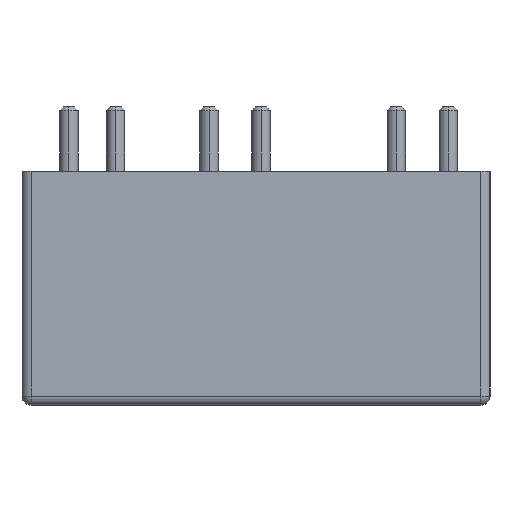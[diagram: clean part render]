
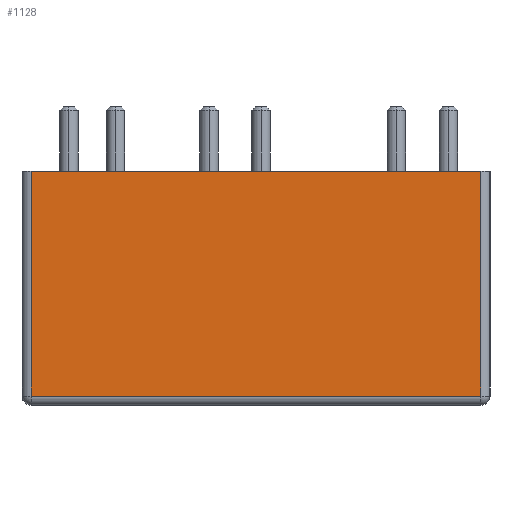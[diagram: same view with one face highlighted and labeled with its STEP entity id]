
A CAD part, left-side view. The second image highlights one B-rep face of the part: STEP entity #1128.
In plain terms, the highlighted planar face has unit normal (-1, 0, 0).
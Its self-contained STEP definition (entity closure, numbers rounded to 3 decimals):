
#22 = EDGE_CURVE ( 'NONE', #136, #228, #1211, .T. ) ;
#136 = VERTEX_POINT ( 'NONE', #1289 ) ;
#196 = DIRECTION ( 'NONE',  ( 0., 0., -1. ) ) ;
#212 = VECTOR ( 'NONE', #1015, 1000. ) ;
#219 = EDGE_LOOP ( 'NONE', ( #546, #776, #718, #933 ) ) ;
#228 = VERTEX_POINT ( 'NONE', #1189 ) ;
#240 = DIRECTION ( 'NONE',  ( 0., 1., 0. ) ) ;
#275 = AXIS2_PLACEMENT_3D ( 'NONE', #1046, #746, #240 ) ;
#292 = EDGE_CURVE ( 'NONE', #136, #717, #708, .T. ) ;
#310 = CARTESIAN_POINT ( 'NONE',  ( -25.4, 12.2, 0.5 ) ) ;
#333 = FACE_OUTER_BOUND ( 'NONE', #219, .T. ) ;
#372 = EDGE_CURVE ( 'NONE', #475, #228, #379, .T. ) ;
#379 = LINE ( 'NONE', #1301, #212 ) ;
#402 = CARTESIAN_POINT ( 'NONE',  ( -25.4, -12.2, 0.5 ) ) ;
#475 = VERTEX_POINT ( 'NONE', #402 ) ;
#524 = DIRECTION ( 'NONE',  ( 0., -1., 0. ) ) ;
#546 = ORIENTED_EDGE ( 'NONE', *, *, #22, .F. ) ;
#581 = VECTOR ( 'NONE', #196, 1000. ) ;
#663 = PLANE ( 'NONE',  #275 ) ;
#677 = DIRECTION ( 'NONE',  ( 0., -1., 0. ) ) ;
#708 = LINE ( 'NONE', #1320, #581 ) ;
#716 = EDGE_CURVE ( 'NONE', #717, #475, #1119, .T. ) ;
#717 = VERTEX_POINT ( 'NONE', #310 ) ;
#718 = ORIENTED_EDGE ( 'NONE', *, *, #716, .T. ) ;
#746 = DIRECTION ( 'NONE',  ( 1., 0., 0. ) ) ;
#776 = ORIENTED_EDGE ( 'NONE', *, *, #292, .T. ) ;
#933 = ORIENTED_EDGE ( 'NONE', *, *, #372, .T. ) ;
#992 = CARTESIAN_POINT ( 'NONE',  ( -25.4, 12.7, 12.7 ) ) ;
#1015 = DIRECTION ( 'NONE',  ( 0., 0., 1. ) ) ;
#1040 = CARTESIAN_POINT ( 'NONE',  ( -25.4, 12.7, 0.5 ) ) ;
#1046 = CARTESIAN_POINT ( 'NONE',  ( -25.4, 12.7, 12.7 ) ) ;
#1097 = VECTOR ( 'NONE', #524, 1000. ) ;
#1119 = LINE ( 'NONE', #1040, #1097 ) ;
#1128 = ADVANCED_FACE ( 'NONE', ( #333 ), #663, .F. ) ;
#1189 = CARTESIAN_POINT ( 'NONE',  ( -25.4, -12.2, 12.7 ) ) ;
#1206 = VECTOR ( 'NONE', #677, 1000. ) ;
#1211 = LINE ( 'NONE', #992, #1206 ) ;
#1289 = CARTESIAN_POINT ( 'NONE',  ( -25.4, 12.2, 12.7 ) ) ;
#1301 = CARTESIAN_POINT ( 'NONE',  ( -25.4, -12.2, 12.7 ) ) ;
#1320 = CARTESIAN_POINT ( 'NONE',  ( -25.4, 12.2, 12.7 ) ) ;
